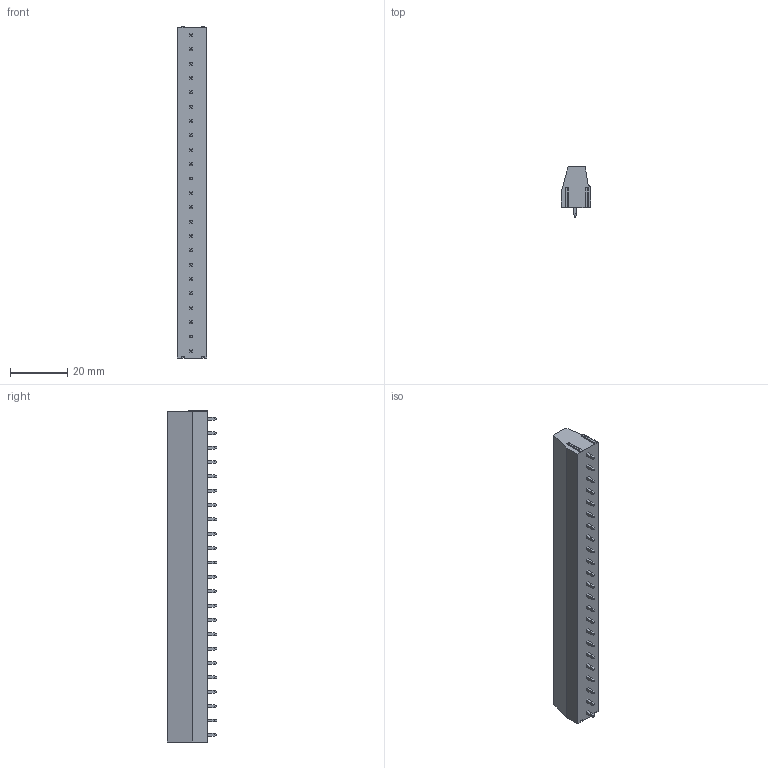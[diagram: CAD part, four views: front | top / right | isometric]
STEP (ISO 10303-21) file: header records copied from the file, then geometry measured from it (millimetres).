
FILE_DESCRIPTION((''),'2;1');
FILE_NAME('PRT0006','2024-10-19T',('sj'),(''),'PRO/ENGINEER BY PARAMETRIC TECHNOLOGY CORPORATION, 2013240','PRO/ENGINEER BY PARAMETRIC TECHNOLOGY CORPORATION, 2013240','');
FILE_SCHEMA(('AUTOMOTIVE_DESIGN_CC2 { 1 2 10303 214 -1 1 5 2 }'));
Length unit declared in the file: millimetre
Products named in the file (1): PRT0006
Bounding box: 10.2 x 17.3 x 115.59 mm (x, y, z)
Volume: 13496.8 mm3; surface area: 6592.3 mm2
Topology: 1 solids, 1 shells, 613 faces, 1442 edges, 900 vertices
Faces by surface type: plane 554, cylinder 59
Entity records: 17174 total; most frequent: CARTESIAN_POINT 2955, ORIENTED_EDGE 2884, DIRECTION 2878, EDGE_CURVE 1442, VECTOR 1232, LINE 1232, VERTEX_POINT 900, AXIS2_PLACEMENT_3D 823
